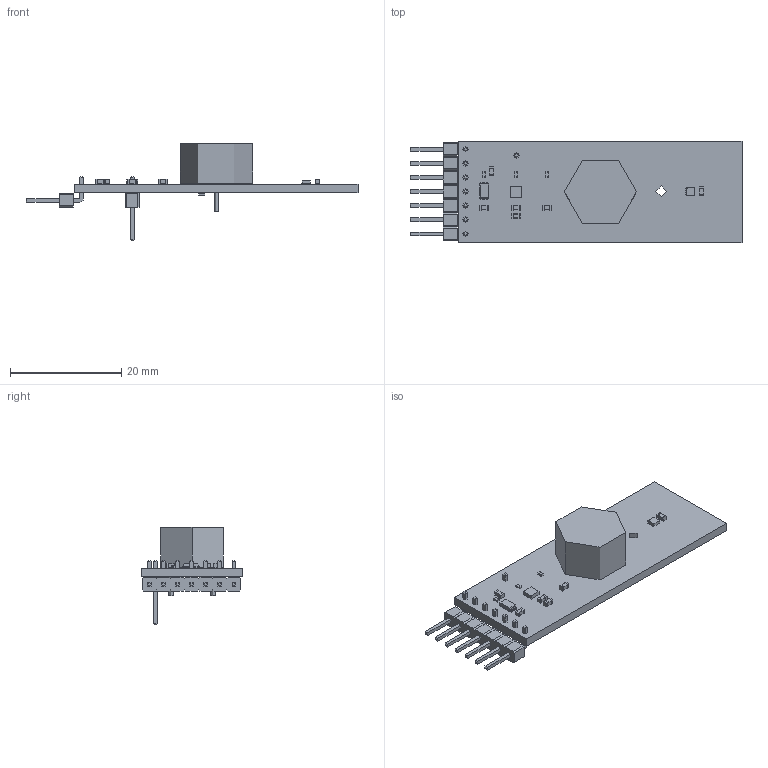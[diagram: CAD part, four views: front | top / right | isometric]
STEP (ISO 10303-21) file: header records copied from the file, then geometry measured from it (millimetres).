
FILE_DESCRIPTION(('KiCad electronic assembly'),'2;1');
FILE_NAME('top-board.step','2025-01-31T01:13:59',('Pcbnew'),('Kicad'), 'Open CASCADE STEP processor 7.8','KiCad to STEP converter','Unknown' );
FILE_SCHEMA(('AUTOMOTIVE_DESIGN { 1 0 10303 214 1 1 1 1 }'));
Length unit declared in the file: millimetre
Products named in the file (18): top-board 1; LTR-F216A; Part 1; R_0402_1005Metric; C_0603_1608Metric; SHT40-AD1B-R2; ASSEMBLY; BH1750FVI-TR; CPT-14146-80T; PinHeader_1x01_P2.54mm_Vertical; PinHeader_1x01_P254mm_Vertical; PinHeader_1x07_P2.54mm_Horizontal; PinHeader_1x07_P254mm_Horizontal; top-board_PCB
Assembly tree (25 placements, depth 3):
  top-board 1
    LTR-F216A
      Part 1
    R_0402_1005Metric  x4
      R_0402_1005Metric
    C_0603_1608Metric  x6
      C_0603_1608Metric
    SHT40-AD1B-R2
      ASSEMBLY
    BH1750FVI-TR
      BH1750FVI-TR
    CPT-14146-80T
      ASSEMBLY
    PinHeader_1x01_P2.54mm_Vertical
      PinHeader_1x01_P254mm_Vertical
    PinHeader_1x07_P2.54mm_Horizontal
      PinHeader_1x07_P254mm_Horizontal
    top-board_PCB
Bounding box: 59.81 x 18.35 x 17.54 mm (x, y, z)
Volume: 2619 mm3
Topology: 31 solids, 33 shells, 713 faces, 1756 edges, 1136 vertices
Faces by surface type: plane 586, cylinder 127
Full cylindrical faces by diameter (mm): 0.188 x1, 0.8 x2, 1 x10, 2 x1
Entity records: 16485 total; most frequent: CARTESIAN_POINT 2479, ORIENTED_EDGE 2384, DIRECTION 2320, EDGE_CURVE 1192, LINE 1106, VECTOR 1106, VERTEX_POINT 766, AXIS2_PLACEMENT_3D 607
